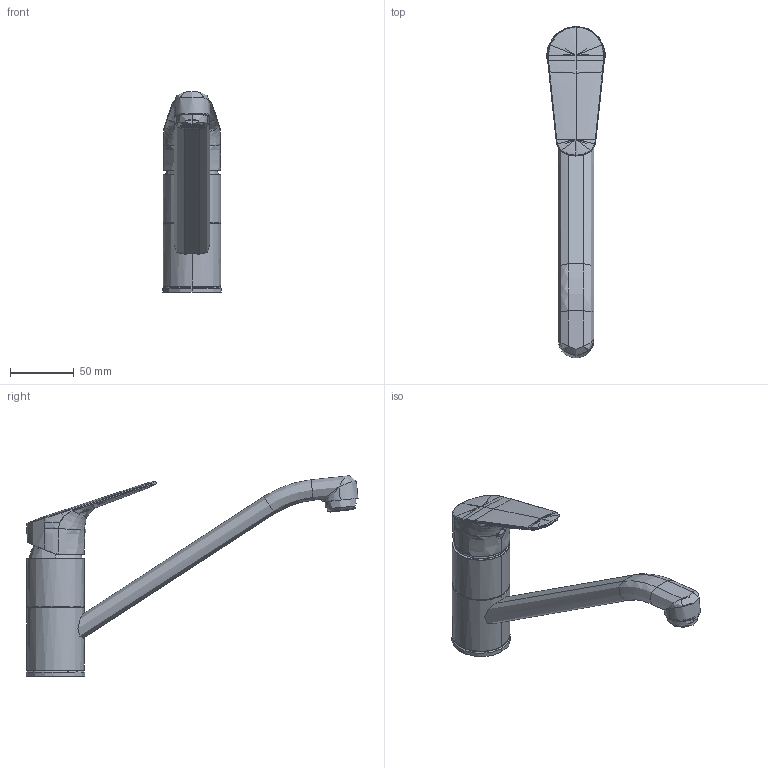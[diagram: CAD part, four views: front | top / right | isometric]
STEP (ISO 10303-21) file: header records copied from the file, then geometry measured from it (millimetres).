
FILE_DESCRIPTION(/* description */ (''),/* implementation_level */ '2;1');
FILE_NAME(/* name */ 'STEP - 9L253400CP_2267346',/* time_stamp */ '2025-01-21T10:55:53+11:00',/* author */ (''),/* organization */ (''),/* preprocessor_version */ 'ST-DEVELOPER v16.5',/* originating_system */ 'Rhino 7.37',/* authorisation */ '');
FILE_SCHEMA (('AUTOMOTIVE_DESIGN'));
Products named in the file (24): Document; 9L253400CP_ASM; 5L0P0036CP14; 5C0131200CP0A0_ASM27; 5C0131200CP06; 5B0099800CP6A0_ASM; 5B0099800CP6_ASM; 5L0238900NT6; 5P0115400NT6; 5J0C109201NT6; 5T0F0149NT13; 5R9012600PL04; 5L0P0120CP12; 5T1032200NT011; 5D0M016101PL023; 53003808CP22; 5E0M0097PL; 53003811PL9; 53001506PL10; 53001507PL; 5R0002700PL0_AF0; 5N0151000CP0; 5L0238600CP0; 5N0150900NT6
Assembly tree (25 placements, depth 5):
  Document
    9L253400CP_ASM
      5L0P0036CP14
      5C0131200CP0A0_ASM27
        5C0131200CP06
      5B0099800CP6A0_ASM
        5B0099800CP6_ASM
          5L0238900NT6
          5P0115400NT6
          5J0C109201NT6
      5T0F0149NT13
      5R9012600PL04
      5L0P0120CP12
      5T1032200NT011
      5D0M016101PL023
      53003808CP22
      5E0M0097PL
      53003811PL9
      53001506PL10  x2
      53001507PL  x2
      5R0002700PL0_AF0
      5N0151000CP0
      5L0238600CP0
      5N0150900NT6
Bounding box: 45.96 x 259.6 x 156.79 mm (x, y, z)
Volume: 165715.3 mm3; surface area: 121595.7 mm2
Topology: 21 solids, 21 shells, 5616 faces, 15316 edges, 9815 vertices
Faces by surface type: plane 3816, bspline 995, cylinder 805
Entity records: 216212 total; most frequent: CARTESIAN_POINT 114084, ORIENTED_EDGE 30436, EDGE_CURVE 15218, B_SPLINE_CURVE_WITH_KNOTS 13140, VERTEX_POINT 9779, EDGE_LOOP 6553, ADVANCED_FACE 5584, FACE_OUTER_BOUND 5584
